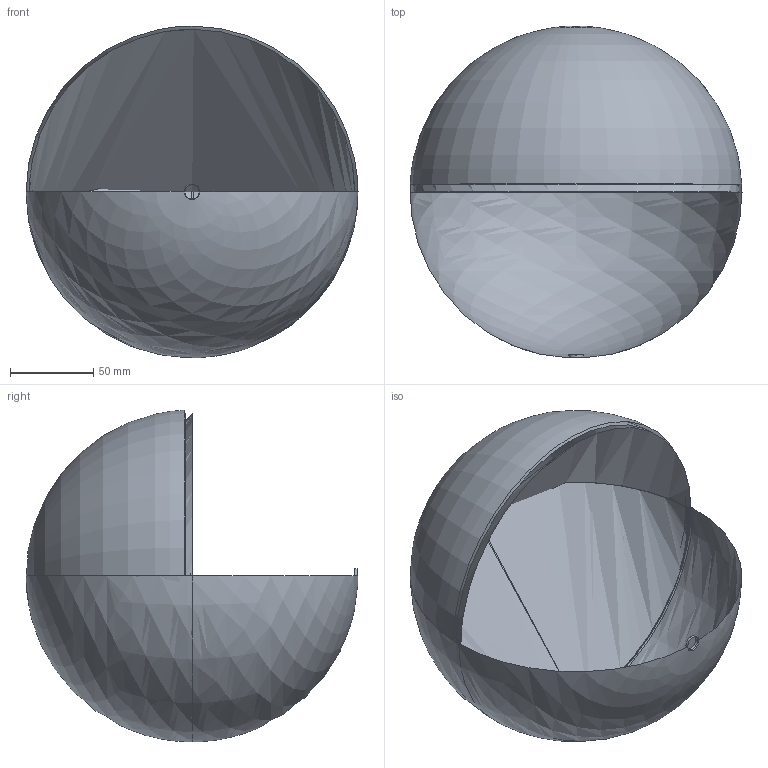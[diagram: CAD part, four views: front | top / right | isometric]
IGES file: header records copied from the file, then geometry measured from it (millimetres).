
Start section: SolidWorks IGES file using analytic representation for surfaces
Global section: file name: 52200-240-MS.igs; native system: SolidWorks 2015; preprocessor: SolidWorks 2015; author: Christian; date: 200622.133652; units: millimetre
Bounding box: 200 x 199.89 x 199.86 mm (x, y, z)
Surface area: 242775.4 mm2 (no closed solid volume)
Topology: 0 solids, 0 shells, 281 faces, 2461 edges, 2460 vertices
Faces by surface type: bspline 230, revolution 51
